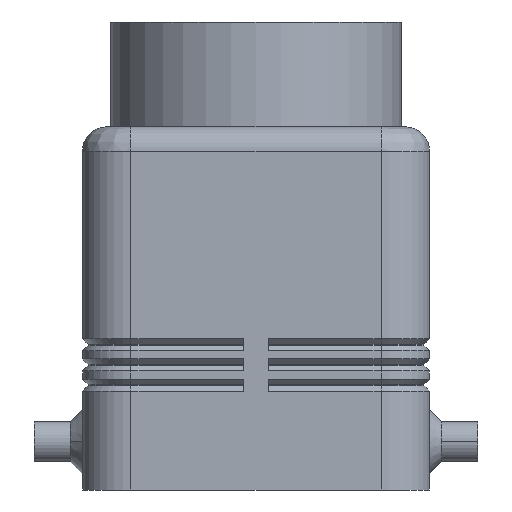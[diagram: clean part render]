
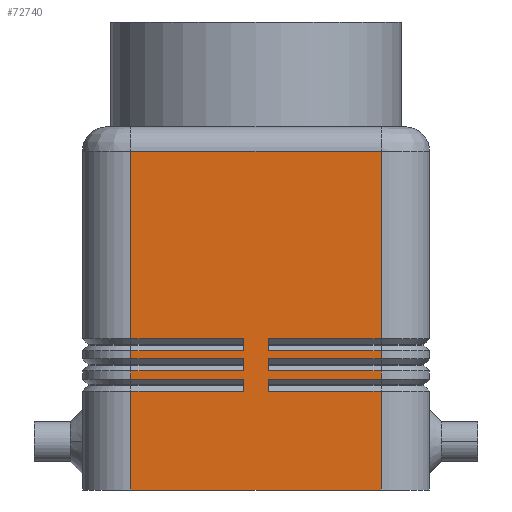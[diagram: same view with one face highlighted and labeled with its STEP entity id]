
A CAD part, left-side view. The second image highlights one B-rep face of the part: STEP entity #72740.
In plain terms, the highlighted planar face has unit normal (-1, 0, 0).
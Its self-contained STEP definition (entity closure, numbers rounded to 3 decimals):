
#1610=CARTESIAN_POINT('',(-46.75,-15.5,13.75));
#1620=VERTEX_POINT('',#1610);
#2060=CARTESIAN_POINT('',(-46.75,-15.5,12.25));
#2070=DIRECTION('',(0.,0.,-1.));
#2080=VECTOR('',#2070,12.25);
#2090=LINE('',#2060,#2080);
#2100=CARTESIAN_POINT('',(-46.75,-15.5,12.25));
#2110=VERTEX_POINT('',#2100);
#2120=CARTESIAN_POINT('',(-46.75,-15.5,0.));
#2130=VERTEX_POINT('',#2120);
#2140=EDGE_CURVE('',#2110,#2130,#2090,.T.);
#4350=CARTESIAN_POINT('',(-46.75,-15.5,16.25));
#4360=VERTEX_POINT('',#4350);
#4800=CARTESIAN_POINT('',(-46.75,-15.5,14.75));
#4810=DIRECTION('',(0.,0.,-1.));
#4820=VECTOR('',#4810,1.);
#4830=LINE('',#4800,#4820);
#4840=CARTESIAN_POINT('',(-46.75,-15.5,14.75));
#4850=VERTEX_POINT('',#4840);
#4860=EDGE_CURVE('',#4850,#1620,#4830,.T.);
#6360=CARTESIAN_POINT('',(-46.75,-15.5,42.));
#6370=DIRECTION('',(0.,0.,-1.));
#6380=VECTOR('',#6370,23.25);
#6390=LINE('',#6360,#6380);
#6400=CARTESIAN_POINT('',(-46.75,-15.5,42.));
#6410=VERTEX_POINT('',#6400);
#6420=CARTESIAN_POINT('',(-46.75,-15.5,18.75));
#6430=VERTEX_POINT('',#6420);
#6440=EDGE_CURVE('',#6410,#6430,#6390,.T.);
#7730=CARTESIAN_POINT('',(-46.75,-15.5,17.25));
#7740=DIRECTION('',(0.,0.,-1.));
#7750=VECTOR('',#7740,1.);
#7760=LINE('',#7730,#7750);
#7770=CARTESIAN_POINT('',(-46.75,-15.5,17.25));
#7780=VERTEX_POINT('',#7770);
#7790=EDGE_CURVE('',#7780,#4360,#7760,.T.);
#9440=CARTESIAN_POINT('',(-46.75,15.5,13.75));
#9450=VERTEX_POINT('',#9440);
#10760=CARTESIAN_POINT('',(-46.75,15.5,0.));
#10770=DIRECTION('',(0.,0.,1.));
#10780=VECTOR('',#10770,12.25);
#10790=LINE('',#10760,#10780);
#10800=CARTESIAN_POINT('',(-46.75,15.5,0.));
#10810=VERTEX_POINT('',#10800);
#10820=CARTESIAN_POINT('',(-46.75,15.5,12.25));
#10830=VERTEX_POINT('',#10820);
#10840=EDGE_CURVE('',#10810,#10830,#10790,.T.);
#12910=CARTESIAN_POINT('',(-46.75,15.5,16.25));
#12920=DIRECTION('',(0.,0.,1.));
#12930=VECTOR('',#12920,1.);
#12940=LINE('',#12910,#12930);
#12950=CARTESIAN_POINT('',(-46.75,15.5,16.25));
#12960=VERTEX_POINT('',#12950);
#12970=CARTESIAN_POINT('',(-46.75,15.5,17.25));
#12980=VERTEX_POINT('',#12970);
#12990=EDGE_CURVE('',#12960,#12980,#12940,.T.);
#13400=CARTESIAN_POINT('',(-46.75,15.5,18.75));
#13410=DIRECTION('',(0.,0.,1.));
#13420=VECTOR('',#13410,23.25);
#13430=LINE('',#13400,#13420);
#13440=CARTESIAN_POINT('',(-46.75,15.5,18.75));
#13450=VERTEX_POINT('',#13440);
#13460=CARTESIAN_POINT('',(-46.75,15.5,42.));
#13470=VERTEX_POINT('',#13460);
#13480=EDGE_CURVE('',#13450,#13470,#13430,.T.);
#14670=CARTESIAN_POINT('',(-46.75,15.5,13.75));
#14680=DIRECTION('',(0.,0.,1.));
#14690=VECTOR('',#14680,1.);
#14700=LINE('',#14670,#14690);
#14710=CARTESIAN_POINT('',(-46.75,15.5,14.75));
#14720=VERTEX_POINT('',#14710);
#14730=EDGE_CURVE('',#9450,#14720,#14700,.T.);
#26430=CARTESIAN_POINT('',(-46.75,15.5,42.));
#26440=DIRECTION('',(0.,-1.,0.));
#26450=VECTOR('',#26440,31.);
#26460=LINE('',#26430,#26450);
#26470=EDGE_CURVE('',#13470,#6410,#26460,.T.);
#39120=CARTESIAN_POINT('',(-46.75,-1.5,12.25));
#39130=DIRECTION('',(0.,-1.,0.));
#39140=VECTOR('',#39130,14.);
#39150=LINE('',#39120,#39140);
#39160=CARTESIAN_POINT('',(-46.75,-1.5,12.25));
#39170=VERTEX_POINT('',#39160);
#39180=EDGE_CURVE('',#39170,#2110,#39150,.T.);
#58710=CARTESIAN_POINT('',(-46.75,-1.5,13.75));
#58720=DIRECTION('',(0.,0.,-1.));
#58730=VECTOR('',#58720,1.5);
#58740=LINE('',#58710,#58730);
#58750=CARTESIAN_POINT('',(-46.75,-1.5,13.75));
#58760=VERTEX_POINT('',#58750);
#58770=EDGE_CURVE('',#58760,#39170,#58740,.T.);
#67080=CARTESIAN_POINT('',(-46.75,1.5,17.25));
#67090=VERTEX_POINT('',#67080);
#67120=CARTESIAN_POINT('',(-46.75,15.5,17.25));
#67130=DIRECTION('',(0.,-1.,0.));
#67140=VECTOR('',#67130,14.);
#67150=LINE('',#67120,#67140);
#67160=EDGE_CURVE('',#12980,#67090,#67150,.T.);
#69690=CARTESIAN_POINT('',(-46.75,1.5,18.75));
#69700=DIRECTION('',(0.,1.,0.));
#69710=VECTOR('',#69700,14.);
#69720=LINE('',#69690,#69710);
#69730=CARTESIAN_POINT('',(-46.75,1.5,18.75));
#69740=VERTEX_POINT('',#69730);
#69750=EDGE_CURVE('',#69740,#13450,#69720,.T.);
#70430=CARTESIAN_POINT('',(-46.75,1.5,14.75));
#70440=VERTEX_POINT('',#70430);
#70470=CARTESIAN_POINT('',(-46.75,15.5,14.75));
#70480=DIRECTION('',(0.,-1.,0.));
#70490=VECTOR('',#70480,14.);
#70500=LINE('',#70470,#70490);
#70510=EDGE_CURVE('',#14720,#70440,#70500,.T.);
#71550=CARTESIAN_POINT('',(-46.75,0.,45.));
#71560=DIRECTION('',(-1.,0.,0.));
#71570=DIRECTION('',(0.,0.,1.));
#71580=AXIS2_PLACEMENT_3D('',#71550,#71560,#71570);
#71590=PLANE('',#71580);
#71600=ORIENTED_EDGE('',*,*,#6440,.F.);
#71610=CARTESIAN_POINT('',(-46.75,-15.5,18.75));
#71620=DIRECTION('',(0.,1.,0.));
#71630=VECTOR('',#71620,14.);
#71640=LINE('',#71610,#71630);
#71650=CARTESIAN_POINT('',(-46.75,-1.5,18.75));
#71660=VERTEX_POINT('',#71650);
#71670=EDGE_CURVE('',#6430,#71660,#71640,.T.);
#71680=ORIENTED_EDGE('',*,*,#71670,.F.);
#71690=CARTESIAN_POINT('',(-46.75,-1.5,18.75));
#71700=DIRECTION('',(0.,0.,-1.));
#71710=VECTOR('',#71700,1.5);
#71720=LINE('',#71690,#71710);
#71730=CARTESIAN_POINT('',(-46.75,-1.5,17.25));
#71740=VERTEX_POINT('',#71730);
#71750=EDGE_CURVE('',#71660,#71740,#71720,.T.);
#71760=ORIENTED_EDGE('',*,*,#71750,.F.);
#71770=CARTESIAN_POINT('',(-46.75,-1.5,17.25));
#71780=DIRECTION('',(0.,-1.,0.));
#71790=VECTOR('',#71780,14.);
#71800=LINE('',#71770,#71790);
#71810=EDGE_CURVE('',#71740,#7780,#71800,.T.);
#71820=ORIENTED_EDGE('',*,*,#71810,.F.);
#71830=ORIENTED_EDGE('',*,*,#7790,.F.);
#71840=CARTESIAN_POINT('',(-46.75,-15.5,16.25));
#71850=DIRECTION('',(0.,1.,0.));
#71860=VECTOR('',#71850,14.);
#71870=LINE('',#71840,#71860);
#71880=CARTESIAN_POINT('',(-46.75,-1.5,16.25));
#71890=VERTEX_POINT('',#71880);
#71900=EDGE_CURVE('',#4360,#71890,#71870,.T.);
#71910=ORIENTED_EDGE('',*,*,#71900,.F.);
#71920=CARTESIAN_POINT('',(-46.75,-1.5,16.25));
#71930=DIRECTION('',(0.,0.,-1.));
#71940=VECTOR('',#71930,1.5);
#71950=LINE('',#71920,#71940);
#71960=CARTESIAN_POINT('',(-46.75,-1.5,14.75));
#71970=VERTEX_POINT('',#71960);
#71980=EDGE_CURVE('',#71890,#71970,#71950,.T.);
#71990=ORIENTED_EDGE('',*,*,#71980,.F.);
#72000=CARTESIAN_POINT('',(-46.75,-1.5,14.75));
#72010=DIRECTION('',(0.,-1.,0.));
#72020=VECTOR('',#72010,14.);
#72030=LINE('',#72000,#72020);
#72040=EDGE_CURVE('',#71970,#4850,#72030,.T.);
#72050=ORIENTED_EDGE('',*,*,#72040,.F.);
#72060=ORIENTED_EDGE('',*,*,#4860,.F.);
#72070=CARTESIAN_POINT('',(-46.75,-15.5,13.75));
#72080=DIRECTION('',(0.,1.,0.));
#72090=VECTOR('',#72080,14.);
#72100=LINE('',#72070,#72090);
#72110=EDGE_CURVE('',#1620,#58760,#72100,.T.);
#72120=ORIENTED_EDGE('',*,*,#72110,.F.);
#72130=ORIENTED_EDGE('',*,*,#58770,.F.);
#72140=ORIENTED_EDGE('',*,*,#39180,.F.);
#72150=ORIENTED_EDGE('',*,*,#2140,.F.);
#72160=CARTESIAN_POINT('',(-46.75,-15.5,0.));
#72170=DIRECTION('',(0.,1.,0.));
#72180=VECTOR('',#72170,31.);
#72190=LINE('',#72160,#72180);
#72200=EDGE_CURVE('',#2130,#10810,#72190,.T.);
#72210=ORIENTED_EDGE('',*,*,#72200,.F.);
#72220=ORIENTED_EDGE('',*,*,#10840,.F.);
#72230=CARTESIAN_POINT('',(-46.75,15.5,12.25));
#72240=DIRECTION('',(0.,-1.,0.));
#72250=VECTOR('',#72240,14.);
#72260=LINE('',#72230,#72250);
#72270=CARTESIAN_POINT('',(-46.75,1.5,12.25));
#72280=VERTEX_POINT('',#72270);
#72290=EDGE_CURVE('',#10830,#72280,#72260,.T.);
#72300=ORIENTED_EDGE('',*,*,#72290,.F.);
#72310=CARTESIAN_POINT('',(-46.75,1.5,12.25));
#72320=DIRECTION('',(0.,0.,1.));
#72330=VECTOR('',#72320,1.5);
#72340=LINE('',#72310,#72330);
#72350=CARTESIAN_POINT('',(-46.75,1.5,13.75));
#72360=VERTEX_POINT('',#72350);
#72370=EDGE_CURVE('',#72280,#72360,#72340,.T.);
#72380=ORIENTED_EDGE('',*,*,#72370,.F.);
#72390=CARTESIAN_POINT('',(-46.75,1.5,13.75));
#72400=DIRECTION('',(0.,1.,0.));
#72410=VECTOR('',#72400,14.);
#72420=LINE('',#72390,#72410);
#72430=EDGE_CURVE('',#72360,#9450,#72420,.T.);
#72440=ORIENTED_EDGE('',*,*,#72430,.F.);
#72450=ORIENTED_EDGE('',*,*,#14730,.F.);
#72460=ORIENTED_EDGE('',*,*,#70510,.F.);
#72470=CARTESIAN_POINT('',(-46.75,1.5,14.75));
#72480=DIRECTION('',(0.,0.,1.));
#72490=VECTOR('',#72480,1.5);
#72500=LINE('',#72470,#72490);
#72510=CARTESIAN_POINT('',(-46.75,1.5,16.25));
#72520=VERTEX_POINT('',#72510);
#72530=EDGE_CURVE('',#70440,#72520,#72500,.T.);
#72540=ORIENTED_EDGE('',*,*,#72530,.F.);
#72550=CARTESIAN_POINT('',(-46.75,1.5,16.25));
#72560=DIRECTION('',(0.,1.,0.));
#72570=VECTOR('',#72560,14.);
#72580=LINE('',#72550,#72570);
#72590=EDGE_CURVE('',#72520,#12960,#72580,.T.);
#72600=ORIENTED_EDGE('',*,*,#72590,.F.);
#72610=ORIENTED_EDGE('',*,*,#12990,.F.);
#72620=ORIENTED_EDGE('',*,*,#67160,.F.);
#72630=CARTESIAN_POINT('',(-46.75,1.5,17.25));
#72640=DIRECTION('',(0.,0.,1.));
#72650=VECTOR('',#72640,1.5);
#72660=LINE('',#72630,#72650);
#72670=EDGE_CURVE('',#67090,#69740,#72660,.T.);
#72680=ORIENTED_EDGE('',*,*,#72670,.F.);
#72690=ORIENTED_EDGE('',*,*,#69750,.F.);
#72700=ORIENTED_EDGE('',*,*,#13480,.F.);
#72710=ORIENTED_EDGE('',*,*,#26470,.F.);
#72720=EDGE_LOOP('',(#72710,#72700,#72690,#72680,#72620,#72610,#72600,
#72540,#72460,#72450,#72440,#72380,#72300,#72220,#72210,#72150,#72140,
#72130,#72120,#72060,#72050,#71990,#71910,#71830,#71820,#71760,#71680,
#71600));
#72730=FACE_OUTER_BOUND('',#72720,.T.);
#72740=ADVANCED_FACE('',(#72730),#71590,.T.);
